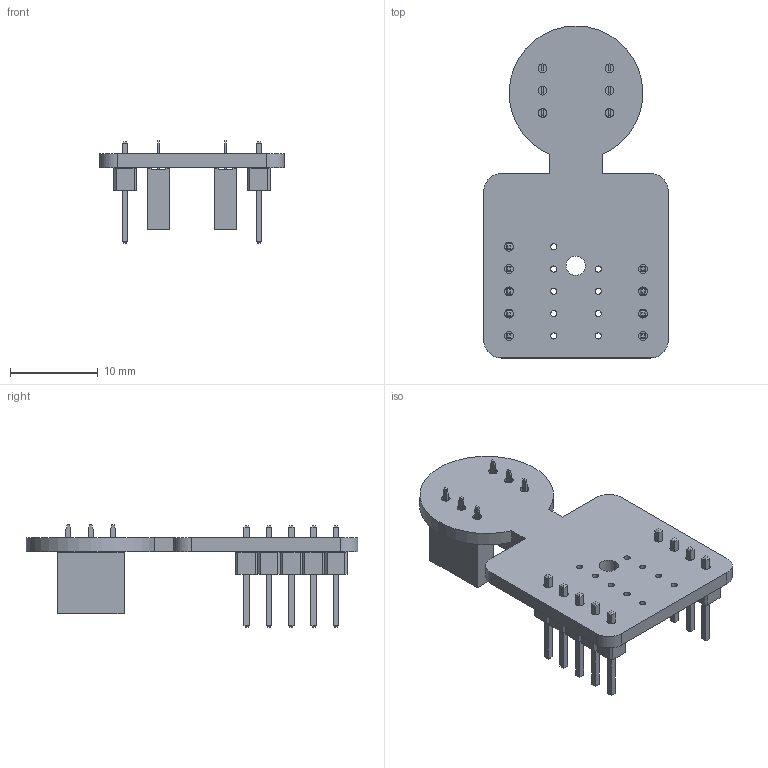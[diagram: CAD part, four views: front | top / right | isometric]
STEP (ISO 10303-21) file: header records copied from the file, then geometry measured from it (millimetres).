
FILE_DESCRIPTION(('KiCad electronic assembly'),'2;1');
FILE_NAME('Mic HAT for M5Stack Atom.step','2024-08-06T15:06:16',( 'Pcbnew'),('Kicad'),'Open CASCADE STEP processor 7.8', 'KiCad to STEP converter','Unknown');
FILE_SCHEMA(('AUTOMOTIVE_DESIGN { 1 0 10303 214 1 1 1 1 }'));
Length unit declared in the file: millimetre
Products named in the file (8): Mic HAT for M5Stack Atom 1; PinHeader_1x05_P2.54mm_Vertical; PinHeader_1x05_P254mm_Vertical; PinHeader_1x04_P2.54mm_Vertical; PinHeader_1x04_P254mm_Vertical; PinSocket_1x03_P2.54mm_Vertical; PinSocket_1x03_P254mm_Vertical; _autosave-Mic HAT for M5Stack Atom_PCB
Assembly tree (8 placements, depth 3):
  Mic HAT for M5Stack Atom 1
    PinHeader_1x05_P2.54mm_Vertical
      PinHeader_1x05_P254mm_Vertical
    PinHeader_1x04_P2.54mm_Vertical
      PinHeader_1x04_P254mm_Vertical
    PinSocket_1x03_P2.54mm_Vertical  x2
      PinSocket_1x03_P254mm_Vertical
    _autosave-Mic HAT for M5Stack Atom_PCB
Bounding box: 21 x 37.81 x 11.64 mm (x, y, z)
Volume: 1410.3 mm3; surface area: 2486.8 mm2
Topology: 5 solids, 5 shells, 469 faces, 1173 edges, 750 vertices
Faces by surface type: plane 439, cylinder 30
Full cylindrical faces by diameter (mm): 0.7 x9, 1 x15, 2.2 x1
Entity records: 13122 total; most frequent: CARTESIAN_POINT 1862, ORIENTED_EDGE 1818, DIRECTION 1719, EDGE_CURVE 909, LINE 849, VECTOR 849, VERTEX_POINT 578, FACE_BOUND 443
